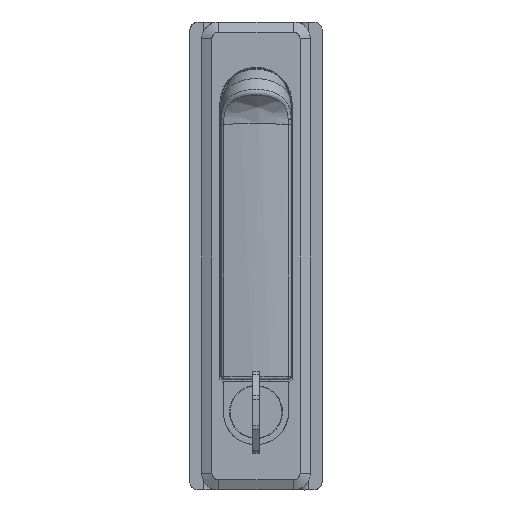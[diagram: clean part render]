
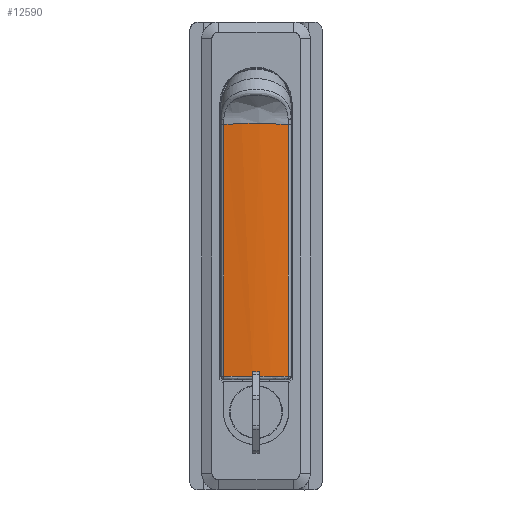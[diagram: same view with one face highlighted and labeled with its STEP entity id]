
A CAD part, front view. The second image highlights one B-rep face of the part: STEP entity #12590.
In plain terms, the highlighted free-form (B-spline) face has degree [1, 2] with [2, 3] control points.
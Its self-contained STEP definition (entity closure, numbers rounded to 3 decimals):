
#10159=CARTESIAN_POINT('',(-3.531,9.48,-6.2));
#10160=VERTEX_POINT('',#10159);
#10237=CARTESIAN_POINT('',(-3.531,-9.48,-6.2));
#10238=VERTEX_POINT('',#10237);
#10285=CARTESIAN_POINT('',(-3.531,9.48,-80.5));
#10286=VERTEX_POINT('',#10285);
#10297=CARTESIAN_POINT('',(-3.531,9.48,-6.2));
#10298=CARTESIAN_POINT('',(-3.531,9.48,-80.5));
#10299=QUASI_UNIFORM_CURVE('',1,(#10297,#10298),.UNSPECIFIED.,.F.,.U.);
#10300=EDGE_CURVE('',#10160,#10286,#10299,.T.);
#10325=CARTESIAN_POINT('',(-3.531,-9.48,-80.5));
#10326=VERTEX_POINT('',#10325);
#10345=CARTESIAN_POINT('',(-3.531,-9.48,-80.5));
#10346=CARTESIAN_POINT('',(-3.531,-9.48,-6.2));
#10347=QUASI_UNIFORM_CURVE('',1,(#10345,#10346),.UNSPECIFIED.,.F.,.U.);
#10348=EDGE_CURVE('',#10326,#10238,#10347,.T.);
#10525=CARTESIAN_POINT('',(-3.531,9.48,-80.5));
#10526=CARTESIAN_POINT('',(-4.008,5.847,-80.5));
#10527=CARTESIAN_POINT('',(-4.357,-0.499,-80.5));
#10528=CARTESIAN_POINT('',(-3.879,-6.829,-80.5));
#10529=CARTESIAN_POINT('',(-3.531,-9.48,-80.5));
#10530=B_SPLINE_CURVE_WITH_KNOTS('',3,(#10525,#10526,#10527,#10528,#10529),.UNSPECIFIED.,.F.,.U.,(4,1,4),(0.,10.992,19.014),.UNSPECIFIED.);
#10531=EDGE_CURVE('',#10286,#10326,#10530,.T.);
#12549=CARTESIAN_POINT('',(-3.531,-9.48,-6.2));
#12550=CARTESIAN_POINT('',(-3.737,-7.909,-6.106));
#12551=CARTESIAN_POINT('',(-3.892,-6.333,-6.025));
#12552=CARTESIAN_POINT('',(-4.047,-3.964,-5.942));
#12553=CARTESIAN_POINT('',(-4.085,-3.173,-5.921));
#12554=CARTESIAN_POINT('',(-4.137,-1.588,-5.892));
#12555=CARTESIAN_POINT('',(-4.15,-0.795,-5.885));
#12556=CARTESIAN_POINT('',(-4.15,0.795,-5.885));
#12557=CARTESIAN_POINT('',(-4.137,1.588,-5.892));
#12558=CARTESIAN_POINT('',(-4.085,3.173,-5.921));
#12559=CARTESIAN_POINT('',(-4.047,3.964,-5.942));
#12560=CARTESIAN_POINT('',(-3.892,6.333,-6.025));
#12561=CARTESIAN_POINT('',(-3.737,7.909,-6.106));
#12562=CARTESIAN_POINT('',(-3.531,9.48,-6.2));
#12563=B_SPLINE_CURVE_WITH_KNOTS('',3,(#12549,#12550,#12551,#12552,#12553,#12554,#12555,#12556,#12557,#12558,#12559,#12560,#12561,#12562),.UNSPECIFIED.,.F.,.U.,(4,2,2,2,2,2,4),(0.0,0.25,0.375,0.5,0.625,0.75,1.0),.UNSPECIFIED.);
#12564=EDGE_CURVE('',#10238,#10160,#12563,.T.);
#12570=CARTESIAN_POINT('',(-3.446,-10.111,-82.365));
#12571=CARTESIAN_POINT('',(-3.446,-10.111,-3.973));
#12572=CARTESIAN_POINT('',(-4.883,0.157,-82.365));
#12573=CARTESIAN_POINT('',(-4.883,0.157,-3.973));
#12574=CARTESIAN_POINT('',(-3.402,10.419,-82.365));
#12575=CARTESIAN_POINT('',(-3.402,10.419,-3.973));
#12583=(BOUNDED_SURFACE()B_SPLINE_SURFACE(1,2,((#12570,#12572,#12574),(#12571,#12573,#12575)),.UNSPECIFIED.,.F.,.F.,.U.)B_SPLINE_SURFACE_WITH_KNOTS((2,2),(3,3),(0.0,78.392),(0.0,20.632),.UNSPECIFIED.)GEOMETRIC_REPRESENTATION_ITEM()RATIONAL_B_SPLINE_SURFACE(((1.0,0.989,0.998),(1.0,0.989,0.998)))REPRESENTATION_ITEM('')SURFACE());
#12584=ORIENTED_EDGE('',*,*,#12564,.T.);
#12585=ORIENTED_EDGE('',*,*,#10300,.T.);
#12586=ORIENTED_EDGE('',*,*,#10531,.T.);
#12587=ORIENTED_EDGE('',*,*,#10348,.T.);
#12588=EDGE_LOOP('',(#12584,#12585,#12586,#12587));
#12589=FACE_OUTER_BOUND('',#12588,.T.);
#12590=ADVANCED_FACE('',(#12589),#12583,.T.);
